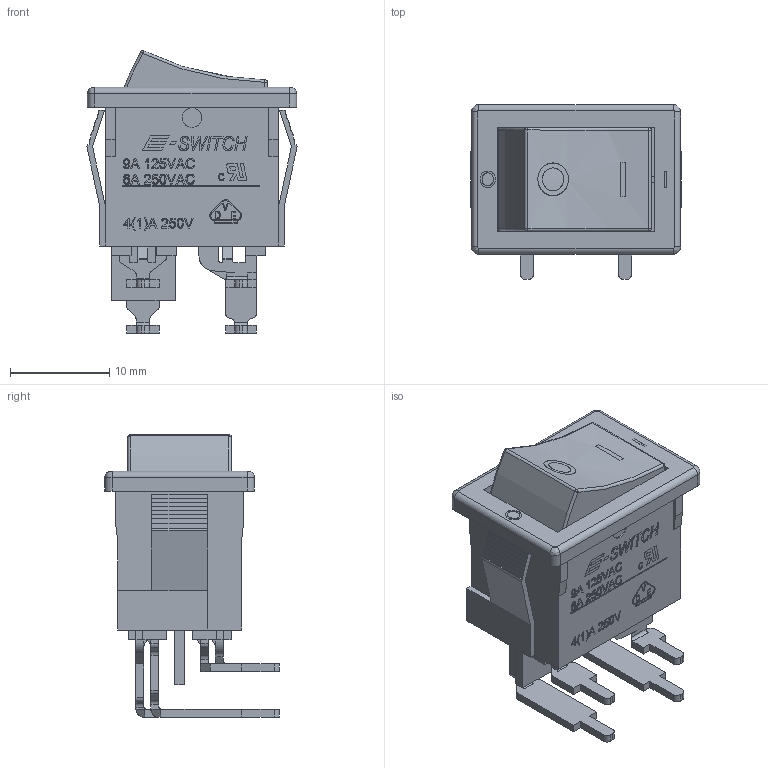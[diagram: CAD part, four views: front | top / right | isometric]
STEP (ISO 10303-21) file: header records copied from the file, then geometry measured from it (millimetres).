
FILE_DESCRIPTION(/* description */ (''),/* implementation_level */ '2;1');
FILE_NAME(/* name */ 'R1973BxxxxxxGRx.stp',/* time_stamp */ '2023-01-19T14:02:03-06:00',/* author */ ('mwilliams'),/* organization */ (''),/* preprocessor_version */ 'ST-DEVELOPER v18',/* originating_system */ 'Autodesk Inventor 2020',/* authorisation */ '');
FILE_SCHEMA (('AUTOMOTIVE_DESIGN { 1 0 10303 214 3 1 1 }'));
Length unit declared in the file: millimetre
Products named in the file (1): R1973BxxxxxxGR0
Bounding box: 21.2 x 17.6 x 28.49 mm (x, y, z)
Volume: 2183.5 mm3; surface area: 4971.5 mm2
Topology: 6 solids, 6 shells, 1061 faces, 2895 edges, 1917 vertices
Faces by surface type: plane 678, bspline 280, cylinder 93, torus 6, sphere 4
Full cylindrical faces by diameter (mm): 2 x4
Entity records: 36418 total; most frequent: CARTESIAN_POINT 11216, ORIENTED_EDGE 5790, DIRECTION 4112, EDGE_CURVE 2895, LINE 2126, VECTOR 2126, VERTEX_POINT 1917, EDGE_LOOP 1148
